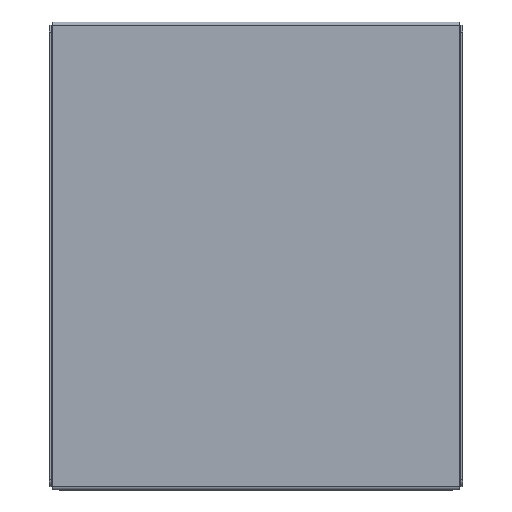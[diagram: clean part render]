
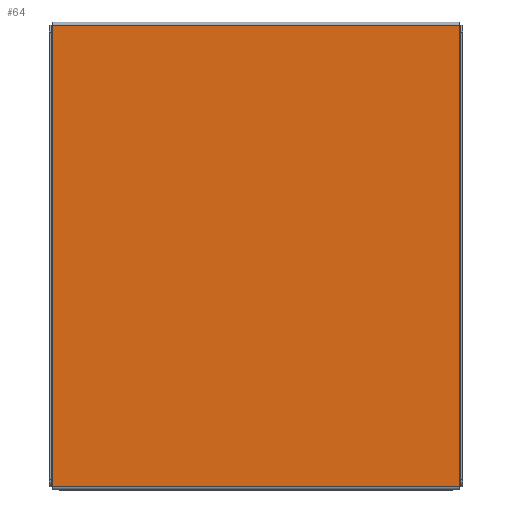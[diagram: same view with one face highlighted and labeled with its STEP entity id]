
A CAD part, top view. The second image highlights one B-rep face of the part: STEP entity #64.
In plain terms, the highlighted planar face has unit normal (0, 0, 1).
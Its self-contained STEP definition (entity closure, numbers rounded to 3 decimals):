
#39 = LINE ( 'NONE', #785, #1875 ) ;
#61 = DIRECTION ( 'NONE',  ( 0., -1., 0. ) ) ;
#64 = ADVANCED_FACE ( 'NONE', ( #1844 ), #171, .T. ) ;
#93 = EDGE_CURVE ( 'NONE', #1243, #1920, #1738, .T. ) ;
#126 = VERTEX_POINT ( 'NONE', #820 ) ;
#171 = PLANE ( 'NONE',  #1910 ) ;
#241 = CARTESIAN_POINT ( 'NONE',  ( 150.5, 170.5, 0. ) ) ;
#258 = EDGE_CURVE ( 'NONE', #126, #1767, #1952, .T. ) ;
#333 = DIRECTION ( 'NONE',  ( 0., 0., 1. ) ) ;
#575 = CARTESIAN_POINT ( 'NONE',  ( 150.5, -170.5, 0. ) ) ;
#615 = EDGE_CURVE ( 'NONE', #1767, #1243, #39, .T. ) ;
#674 = CARTESIAN_POINT ( 'NONE',  ( 150.5, 170.5, 0. ) ) ;
#715 = VECTOR ( 'NONE', #2148, 1000. ) ;
#747 = ORIENTED_EDGE ( 'NONE', *, *, #1943, .T. ) ;
#778 = VECTOR ( 'NONE', #1651, 1000. ) ;
#785 = CARTESIAN_POINT ( 'NONE',  ( 150.5, -170.5, 0. ) ) ;
#820 = CARTESIAN_POINT ( 'NONE',  ( -150.5, -170.5, 0. ) ) ;
#858 = CARTESIAN_POINT ( 'NONE',  ( -150.5, 170.5, 0. ) ) ;
#1080 = EDGE_LOOP ( 'NONE', ( #747, #1965, #1720, #2100 ) ) ;
#1243 = VERTEX_POINT ( 'NONE', #241 ) ;
#1310 = DIRECTION ( 'NONE',  ( 1., 0., 0. ) ) ;
#1327 = CARTESIAN_POINT ( 'NONE',  ( 150.5, -170.5, 0. ) ) ;
#1349 = CARTESIAN_POINT ( 'NONE',  ( -150.5, -170.5, 0. ) ) ;
#1520 = VECTOR ( 'NONE', #61, 1000. ) ;
#1651 = DIRECTION ( 'NONE',  ( 1., 0., 0. ) ) ;
#1720 = ORIENTED_EDGE ( 'NONE', *, *, #615, .T. ) ;
#1738 = LINE ( 'NONE', #674, #715 ) ;
#1765 = DIRECTION ( 'NONE',  ( 0., 1., 0. ) ) ;
#1767 = VERTEX_POINT ( 'NONE', #575 ) ;
#1844 = FACE_OUTER_BOUND ( 'NONE', #1080, .T. ) ;
#1875 = VECTOR ( 'NONE', #1765, 1000. ) ;
#1910 = AXIS2_PLACEMENT_3D ( 'NONE', #1988, #333, #1310 ) ;
#1920 = VERTEX_POINT ( 'NONE', #858 ) ;
#1943 = EDGE_CURVE ( 'NONE', #1920, #126, #2138, .T. ) ;
#1952 = LINE ( 'NONE', #1327, #778 ) ;
#1965 = ORIENTED_EDGE ( 'NONE', *, *, #258, .T. ) ;
#1988 = CARTESIAN_POINT ( 'NONE',  ( 0., 0., 0. ) ) ;
#2100 = ORIENTED_EDGE ( 'NONE', *, *, #93, .T. ) ;
#2138 = LINE ( 'NONE', #1349, #1520 ) ;
#2148 = DIRECTION ( 'NONE',  ( -1., 0., 0. ) ) ;
